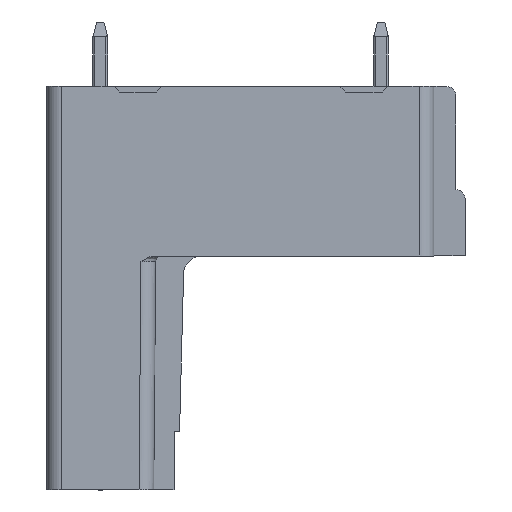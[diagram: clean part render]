
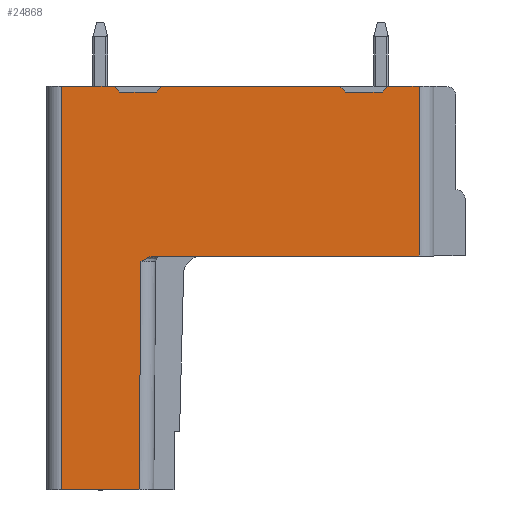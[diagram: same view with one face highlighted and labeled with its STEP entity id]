
A CAD part, left-side view. The second image highlights one B-rep face of the part: STEP entity #24868.
In plain terms, the highlighted planar face has unit normal (-1, 0, 0).
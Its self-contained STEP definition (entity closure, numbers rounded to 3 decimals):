
#370=CARTESIAN_POINT('',(-30.4,5.537,
0.));
#1158=DIRECTION('',(0.,1.,0.));
#1159=VECTOR('',#1158,2.85);
#1160=CARTESIAN_POINT('',(-30.4,7.75,9.2));
#1161=LINE('',#1160,#1159);
#3759=DIRECTION('',(0.,1.,0.));
#3760=VECTOR('',#3759,14.337);
#3761=CARTESIAN_POINT('',(-30.4,-8.8,
0.));
#3762=LINE('',#3761,#3760);
#3763=CARTESIAN_POINT('',(-30.4,5.537,
0.));
#3764=CARTESIAN_POINT('',(-30.4,5.563,
0.));
#3765=CARTESIAN_POINT('',(-30.4,5.618,
-0.002));
#3766=CARTESIAN_POINT('',(-30.4,5.71,
-0.018));
#3767=CARTESIAN_POINT('',(-30.4,5.81,
-0.046));
#3768=CARTESIAN_POINT('',(-30.4,5.918,
-0.089));
#3769=CARTESIAN_POINT('',(-30.4,6.033,
-0.146));
#3770=CARTESIAN_POINT('',(-30.4,6.157,
-0.216));
#3771=CARTESIAN_POINT('',(-30.4,6.245,
-0.271));
#3772=CARTESIAN_POINT('',(-30.4,6.292,
-0.3));
#3774=DIRECTION('',(0.,0.009,-1.));
#3775=VECTOR('',#3774,12.4);
#3776=CARTESIAN_POINT('',(-30.4,6.292,
-0.3));
#3777=LINE('',#3776,#3775);
#3778=DIRECTION('',(0.,1.,0.));
#3779=VECTOR('',#3778,4.2);
#3780=CARTESIAN_POINT('',(-30.4,6.4,-12.7));
#3781=LINE('',#3780,#3779);
#3782=DIRECTION('',(0.,-0.707,-0.707));
#3783=VECTOR('',#3782,0.424);
#3784=CARTESIAN_POINT('',(-30.4,7.75,9.2));
#3785=LINE('',#3784,#3783);
#3786=DIRECTION('',(0.,-0.707,0.707));
#3787=VECTOR('',#3786,0.424);
#3788=CARTESIAN_POINT('',(-30.4,5.45,8.9));
#3789=LINE('',#3788,#3787);
#3790=DIRECTION('',(0.,-1.,0.));
#3791=VECTOR('',#3790,9.65);
#3792=CARTESIAN_POINT('',(-30.4,5.15,9.2));
#3793=LINE('',#3792,#3791);
#3794=DIRECTION('',(0.,-0.707,-0.707));
#3795=VECTOR('',#3794,0.424);
#3796=CARTESIAN_POINT('',(-30.4,-4.5,9.2));
#3797=LINE('',#3796,#3795);
#3798=DIRECTION('',(0.,-0.707,0.707));
#3799=VECTOR('',#3798,0.424);
#3800=CARTESIAN_POINT('',(-30.4,-6.8,8.9));
#3801=LINE('',#3800,#3799);
#3802=DIRECTION('',(0.,-1.,0.));
#3803=VECTOR('',#3802,1.7);
#3804=CARTESIAN_POINT('',(-30.4,-7.1,9.2));
#3805=LINE('',#3804,#3803);
#3806=DIRECTION('',(0.,0.,-1.));
#3807=VECTOR('',#3806,9.2);
#3808=CARTESIAN_POINT('',(-30.4,-8.8,9.2));
#3809=LINE('',#3808,#3807);
#4566=DIRECTION('',(0.,1.,0.));
#4567=VECTOR('',#4566,2.);
#4568=CARTESIAN_POINT('',(-30.4,5.45,8.9));
#4569=LINE('',#4568,#4567);
#10569=DIRECTION('',(0.,0.,-1.));
#10570=VECTOR('',#10569,21.9);
#10571=CARTESIAN_POINT('',(-30.4,10.6,9.2));
#10572=LINE('',#10571,#10570);
#10705=DIRECTION('',(0.,1.,0.));
#10706=VECTOR('',#10705,2.);
#10707=CARTESIAN_POINT('',(-30.4,-6.8,8.9));
#10708=LINE('',#10707,#10706);
#16756=VERTEX_POINT('',#370);
#16757=CARTESIAN_POINT('',(-30.4,-8.8,
0.));
#16758=VERTEX_POINT('',#16757);
#16919=CARTESIAN_POINT('',(-30.4,-8.8,9.2));
#16920=VERTEX_POINT('',#16919);
#16921=CARTESIAN_POINT('',(-30.4,-7.1,9.2));
#16922=VERTEX_POINT('',#16921);
#16927=CARTESIAN_POINT('',(-30.4,-4.5,9.2));
#16928=VERTEX_POINT('',#16927);
#16929=CARTESIAN_POINT('',(-30.4,5.15,9.2));
#16930=VERTEX_POINT('',#16929);
#16939=CARTESIAN_POINT('',(-30.4,7.75,9.2));
#16940=VERTEX_POINT('',#16939);
#16941=CARTESIAN_POINT('',(-30.4,10.6,9.2));
#16942=VERTEX_POINT('',#16941);
#17022=VERTEX_POINT('',#3772);
#17023=CARTESIAN_POINT('',(-30.4,6.4,-12.7));
#17024=VERTEX_POINT('',#17023);
#17025=CARTESIAN_POINT('',(-30.4,10.6,-12.7));
#17026=VERTEX_POINT('',#17025);
#17027=CARTESIAN_POINT('',(-30.4,7.45,8.9));
#17028=VERTEX_POINT('',#17027);
#17029=CARTESIAN_POINT('',(-30.4,5.45,8.9));
#17030=VERTEX_POINT('',#17029);
#17031=CARTESIAN_POINT('',(-30.4,-4.8,8.9));
#17032=VERTEX_POINT('',#17031);
#17033=CARTESIAN_POINT('',(-30.4,-6.8,8.9));
#17034=VERTEX_POINT('',#17033);
#24836=CARTESIAN_POINT('',(-30.4,5.192,-0.3));
#24837=DIRECTION('',(-1.,0.,0.));
#24838=DIRECTION('',(0.,-1.,0.));
#24839=AXIS2_PLACEMENT_3D('',#24836,#24837,#24838);
#24840=PLANE('',#24839);
#24841=ORIENTED_EDGE('',*,*,#20318,.T.);
#24843=ORIENTED_EDGE('',*,*,#24842,.T.);
#24845=ORIENTED_EDGE('',*,*,#24844,.T.);
#24847=ORIENTED_EDGE('',*,*,#24846,.T.);
#24849=ORIENTED_EDGE('',*,*,#24848,.F.);
#24850=ORIENTED_EDGE('',*,*,#20940,.F.);
#24852=ORIENTED_EDGE('',*,*,#24851,.T.);
#24854=ORIENTED_EDGE('',*,*,#24853,.F.);
#24856=ORIENTED_EDGE('',*,*,#24855,.T.);
#24857=ORIENTED_EDGE('',*,*,#20924,.T.);
#24859=ORIENTED_EDGE('',*,*,#24858,.T.);
#24861=ORIENTED_EDGE('',*,*,#24860,.F.);
#24863=ORIENTED_EDGE('',*,*,#24862,.T.);
#24864=ORIENTED_EDGE('',*,*,#20915,.T.);
#24865=ORIENTED_EDGE('',*,*,#24829,.T.);
#24866=EDGE_LOOP('',(#24841,#24843,#24845,#24847,#24849,#24850,#24852,#24854,
#24856,#24857,#24859,#24861,#24863,#24864,#24865));
#24867=FACE_OUTER_BOUND('',#24866,.F.);
#24868=ADVANCED_FACE('',(#24867),#24840,.T.);
#3773=B_SPLINE_CURVE_WITH_KNOTS('',3,(#3763,#3764,#3765,#3766,#3767,#3768,#3769,
#3770,#3771,#3772),.UNSPECIFIED.,.F.,.F.,(4,1,1,1,1,1,1,4),(0.,
0.143,0.286,0.429,0.571,
0.714,0.857,1.),.UNSPECIFIED.);
#20318=EDGE_CURVE('',#16758,#16756,#3762,.T.);
#20915=EDGE_CURVE('',#16922,#16920,#3805,.T.);
#20924=EDGE_CURVE('',#16930,#16928,#3793,.T.);
#20940=EDGE_CURVE('',#16940,#16942,#1161,.T.);
#24829=EDGE_CURVE('',#16920,#16758,#3809,.T.);
#24842=EDGE_CURVE('',#16756,#17022,#3773,.T.);
#24844=EDGE_CURVE('',#17022,#17024,#3777,.T.);
#24846=EDGE_CURVE('',#17024,#17026,#3781,.T.);
#24848=EDGE_CURVE('',#16942,#17026,#10572,.T.);
#24851=EDGE_CURVE('',#16940,#17028,#3785,.T.);
#24853=EDGE_CURVE('',#17030,#17028,#4569,.T.);
#24855=EDGE_CURVE('',#17030,#16930,#3789,.T.);
#24858=EDGE_CURVE('',#16928,#17032,#3797,.T.);
#24860=EDGE_CURVE('',#17034,#17032,#10708,.T.);
#24862=EDGE_CURVE('',#17034,#16922,#3801,.T.);
